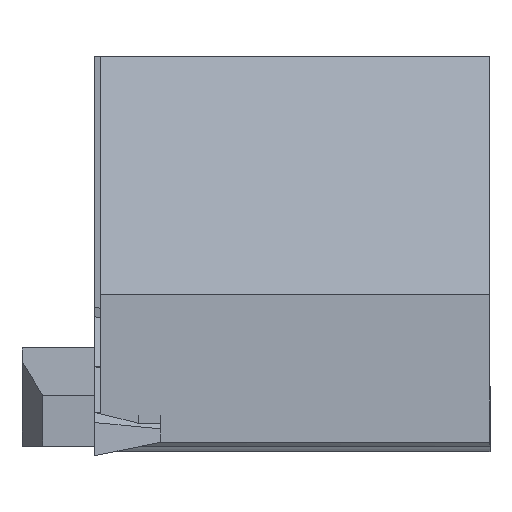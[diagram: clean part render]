
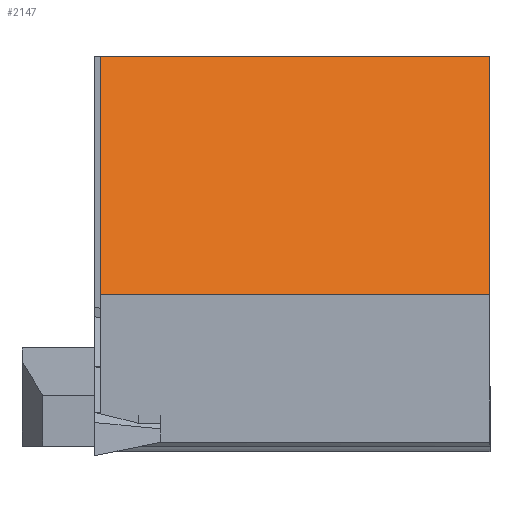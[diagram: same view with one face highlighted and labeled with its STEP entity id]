
A CAD part, left-side view. The second image highlights one B-rep face of the part: STEP entity #2147.
In plain terms, the highlighted planar face has unit normal (-0.616, 0, 0.788).
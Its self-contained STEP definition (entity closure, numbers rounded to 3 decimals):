
#127 = DIRECTION ( 'NONE',  ( 0., -1., 0. ) ) ;
#152 = VECTOR ( 'NONE', #127, 1000. ) ;
#195 = EDGE_CURVE ( 'NONE', #1151, #1999, #424, .T. ) ;
#211 = EDGE_CURVE ( 'NONE', #1144, #1999, #890, .T. ) ;
#240 = ORIENTED_EDGE ( 'NONE', *, *, #211, .T. ) ;
#317 = CARTESIAN_POINT ( 'NONE',  ( 16.66, 162.461, -18.1 ) ) ;
#356 = VECTOR ( 'NONE', #1729, 1000. ) ;
#424 = LINE ( 'NONE', #1326, #356 ) ;
#499 = ORIENTED_EDGE ( 'NONE', *, *, #1040, .T. ) ;
#509 = CARTESIAN_POINT ( 'NONE',  ( 16.66, -0.3, -18.1 ) ) ;
#521 = CARTESIAN_POINT ( 'NONE',  ( 15.444, -19.05, -19.05 ) ) ;
#702 = DIRECTION ( 'NONE',  ( -0.788, 0., -0.616 ) ) ;
#756 = LINE ( 'NONE', #1523, #152 ) ;
#890 = LINE ( 'NONE', #1399, #1360 ) ;
#1040 = EDGE_CURVE ( 'NONE', #1374, #1144, #2171, .T. ) ;
#1043 = CARTESIAN_POINT ( 'NONE',  ( 15.444, -0.3, -19.05 ) ) ;
#1144 = VERTEX_POINT ( 'NONE', #1911 ) ;
#1151 = VERTEX_POINT ( 'NONE', #521 ) ;
#1326 = CARTESIAN_POINT ( 'NONE',  ( -3.388, -19.05, -33.763 ) ) ;
#1360 = VECTOR ( 'NONE', #1714, 1000. ) ;
#1374 = VERTEX_POINT ( 'NONE', #1043 ) ;
#1399 = CARTESIAN_POINT ( 'NONE',  ( 0.754, 162.461, -30.527 ) ) ;
#1508 = DIRECTION ( 'NONE',  ( 0.616, 0., -0.788 ) ) ;
#1523 = CARTESIAN_POINT ( 'NONE',  ( 15.444, -19.05, -19.05 ) ) ;
#1625 = VECTOR ( 'NONE', #702, 1000. ) ;
#1714 = DIRECTION ( 'NONE',  ( 0., -1., 0. ) ) ;
#1729 = DIRECTION ( 'NONE',  ( -0.788, 0., -0.616 ) ) ;
#1839 = EDGE_LOOP ( 'NONE', ( #499, #240, #2146, #2527 ) ) ;
#1911 = CARTESIAN_POINT ( 'NONE',  ( 0.754, -0.3, -30.527 ) ) ;
#1916 = PLANE ( 'NONE',  #2106 ) ;
#1999 = VERTEX_POINT ( 'NONE', #2448 ) ;
#2106 = AXIS2_PLACEMENT_3D ( 'NONE', #317, #1508, #2123 ) ;
#2123 = DIRECTION ( 'NONE',  ( 0.788, 0., 0.616 ) ) ;
#2146 = ORIENTED_EDGE ( 'NONE', *, *, #195, .F. ) ;
#2147 = ADVANCED_FACE ( 'NONE', ( #2426 ), #1916, .F. ) ;
#2171 = LINE ( 'NONE', #509, #1625 ) ;
#2214 = EDGE_CURVE ( 'NONE', #1374, #1151, #756, .T. ) ;
#2426 = FACE_OUTER_BOUND ( 'NONE', #1839, .T. ) ;
#2448 = CARTESIAN_POINT ( 'NONE',  ( 0.754, -19.05, -30.527 ) ) ;
#2527 = ORIENTED_EDGE ( 'NONE', *, *, #2214, .F. ) ;
